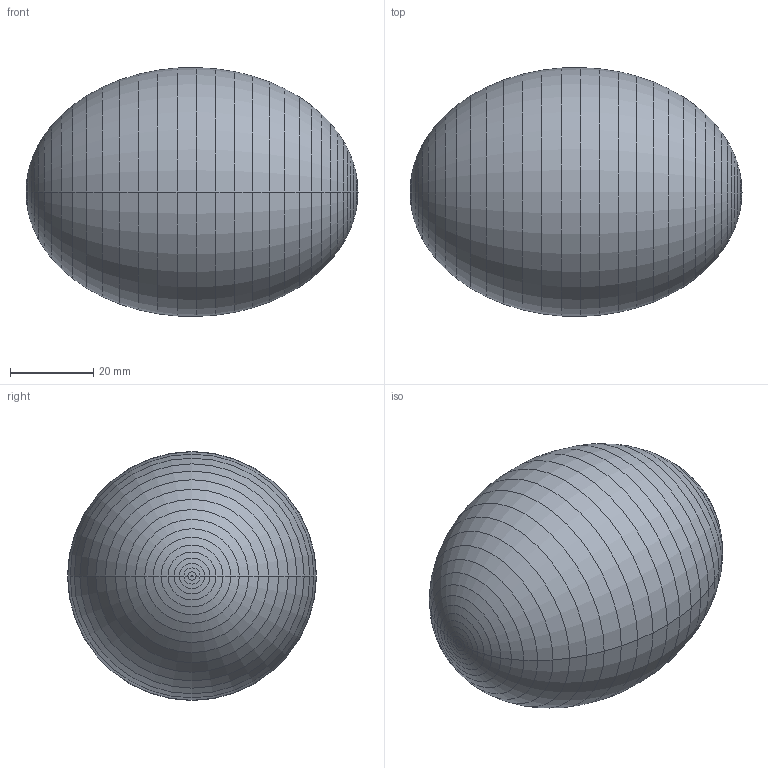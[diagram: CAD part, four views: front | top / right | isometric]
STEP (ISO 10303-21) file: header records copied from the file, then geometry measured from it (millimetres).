
FILE_DESCRIPTION(/* description */ ('VariCAD 2010-3.03 AP-214'),/* implementation_level */ '2;1');
FILE_NAME(/* name */ 'ellipse',/* time_stamp */ '2010-12-21T13:18:55+00:00',/* author */ (''),/* organization */ (''),/* preprocessor_version */ 'ST-DEVELOPER v12',/* originating_system */ 'VariCAD 2010-3.03; kernel version (20100102)',/* authorisation */ '');
FILE_SCHEMA (('AUTOMOTIVE_DESIGN'));
Length unit declared in the file: millimetre
Products named in the file (1): Part
Bounding box: 80 x 59.98 x 59.98 mm (x, y, z)
Volume: 150361 mm3; surface area: 13872.8 mm2
Topology: 1 solids, 1 shells, 82 faces, 166 edges, 82 vertices
Faces by surface type: cone 82
Entity records: 2069 total; most frequent: DIRECTION 410, CARTESIAN_POINT 328, ORIENTED_EDGE 324, AXIS2_PLACEMENT_3D 164, EDGE_CURVE 162, ADVANCED_FACE 82, FACE_OUTER_BOUND 82, EDGE_LOOP 82
